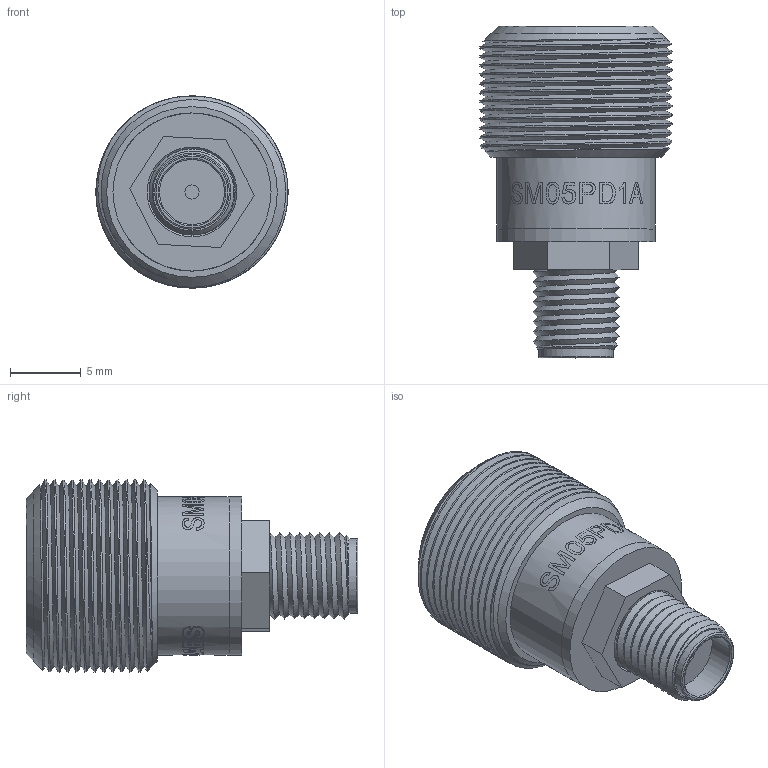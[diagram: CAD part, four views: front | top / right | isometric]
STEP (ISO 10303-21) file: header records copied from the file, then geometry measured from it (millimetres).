
FILE_DESCRIPTION (( 'STEP AP214' ), '1' );
FILE_NAME ('8770-E0W.STEP', '2018-04-13T21:45:12', ( 'admin' ), ( '' ), 'SwSTEP 2.0', 'SolidWorks 2016', '' );
FILE_SCHEMA (( 'AUTOMOTIVE_DESIGN' ));
Length unit declared in the file: inch
Products named in the file (1): 8770-E0W
Bounding box: 13.59 x 23.47 x 13.59 mm (x, y, z)
Volume: 1472.7 mm3; surface area: 2843.2 mm2
Topology: 6 solids, 6 shells, 125 faces, 443 edges, 376 vertices
Faces by surface type: cylinder 58, plane 51, cone 6, torus 6, bspline 4
Full cylindrical faces by diameter (mm): 0.406 x5, 1 x1, 1.016 x2, 1.143 x1, 1.651 x2, 4.596 x2, 5.28 x1, 5.588 x1, 5.8 x1, 6.35 x2, 6.452 x1, 7.747 x1, 8.255 x2, 8.509 x1, 9.144 x1, 9.525 x1, 9.779 x1, 11.176 x2
Entity records: 10940 total; most frequent: CARTESIAN_POINT 5776, ORIENTED_EDGE 784, DIRECTION 520, EDGE_CURVE 392, VERTEX_POINT 364, AXIS2_PLACEMENT_3D 229, B_SPLINE_CURVE_WITH_KNOTS 218, EDGE_LOOP 218
